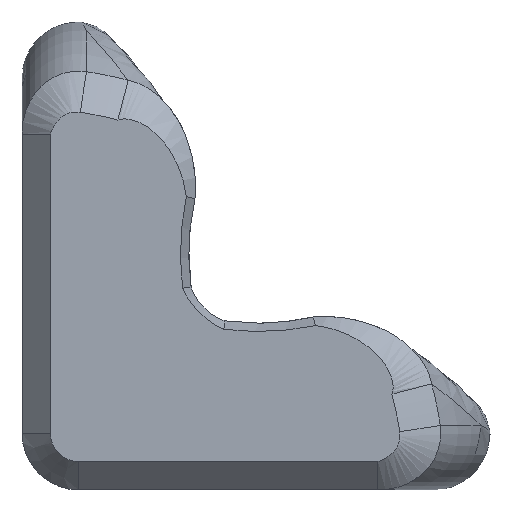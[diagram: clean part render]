
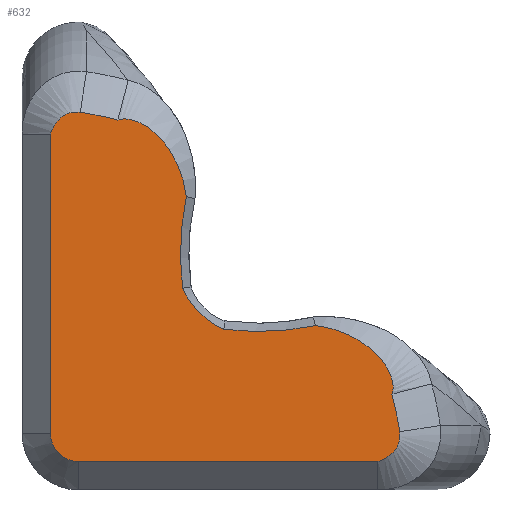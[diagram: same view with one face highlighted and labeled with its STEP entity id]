
A CAD part, left-side view. The second image highlights one B-rep face of the part: STEP entity #632.
In plain terms, the highlighted planar face has unit normal (-1, 0, 0).
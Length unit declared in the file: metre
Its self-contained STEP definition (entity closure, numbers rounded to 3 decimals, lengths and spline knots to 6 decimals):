
#45=LINE('',#990,#59);
#46=LINE('',#994,#60);
#59=VECTOR('',#771,1.);
#60=VECTOR('',#774,1.);
#72=PLANE('',#699);
#90=CIRCLE('',#700,0.016162);
#91=CIRCLE('',#701,0.0012);
#92=CIRCLE('',#702,0.016162);
#126=ORIENTED_EDGE('',*,*,#322,.T.);
#127=ORIENTED_EDGE('',*,*,#323,.T.);
#128=ORIENTED_EDGE('',*,*,#324,.T.);
#129=ORIENTED_EDGE('',*,*,#325,.T.);
#130=ORIENTED_EDGE('',*,*,#326,.T.);
#131=ORIENTED_EDGE('',*,*,#327,.T.);
#132=ORIENTED_EDGE('',*,*,#328,.T.);
#133=ORIENTED_EDGE('',*,*,#329,.T.);
#134=ORIENTED_EDGE('',*,*,#330,.T.);
#135=ORIENTED_EDGE('',*,*,#331,.T.);
#136=ORIENTED_EDGE('',*,*,#332,.T.);
#137=ORIENTED_EDGE('',*,*,#333,.T.);
#322=EDGE_CURVE('',#420,#421,#468,.T.);
#323=EDGE_CURVE('',#421,#422,#90,.F.);
#324=EDGE_CURVE('',#422,#423,#469,.T.);
#325=EDGE_CURVE('',#423,#424,#45,.T.);
#326=EDGE_CURVE('',#424,#425,#91,.F.);
#327=EDGE_CURVE('',#425,#426,#46,.T.);
#328=EDGE_CURVE('',#426,#427,#470,.T.);
#329=EDGE_CURVE('',#427,#428,#92,.F.);
#330=EDGE_CURVE('',#428,#429,#471,.T.);
#331=EDGE_CURVE('',#429,#430,#472,.T.);
#332=EDGE_CURVE('',#430,#431,#473,.T.);
#333=EDGE_CURVE('',#431,#420,#474,.T.);
#420=VERTEX_POINT('',#975);
#421=VERTEX_POINT('',#976);
#422=VERTEX_POINT('',#978);
#423=VERTEX_POINT('',#989);
#424=VERTEX_POINT('',#991);
#425=VERTEX_POINT('',#993);
#426=VERTEX_POINT('',#995);
#427=VERTEX_POINT('',#1003);
#428=VERTEX_POINT('',#1005);
#429=VERTEX_POINT('',#1019);
#430=VERTEX_POINT('',#1024);
#431=VERTEX_POINT('',#1029);
#468=B_SPLINE_CURVE_WITH_KNOTS('',3,(#962,#963,#964,#965,#966,#967,#968,
#969,#970,#971,#972,#973,#974),.UNSPECIFIED.,.F.,.F.,(4,1,1,1,1,1,1,1,1,
1,4),(0.,0.25,0.5,0.625,0.75,0.8125,0.84375,0.875,0.90625,0.9375,1.),
 .UNSPECIFIED.);
#469=B_SPLINE_CURVE_WITH_KNOTS('',3,(#979,#980,#981,#982,#983,#984,#985,
#986,#987,#988),.UNSPECIFIED.,.F.,.F.,(4,1,1,1,1,1,1,4),(0.,0.0625,0.125,
0.25,0.375,0.5,0.75,1.),.UNSPECIFIED.);
#470=B_SPLINE_CURVE_WITH_KNOTS('',3,(#996,#997,#998,#999,#1000,#1001,#1002),
 .UNSPECIFIED.,.F.,.F.,(4,1,1,1,4),(0.,0.25,0.5,0.75,1.),.UNSPECIFIED.);
#471=B_SPLINE_CURVE_WITH_KNOTS('',3,(#1006,#1007,#1008,#1009,#1010,#1011,
#1012,#1013,#1014,#1015,#1016,#1017,#1018),.UNSPECIFIED.,.F.,.F.,(4,1,1,
1,1,1,1,1,1,1,4),(0.,0.0625,0.09375,0.125,0.15625,0.1875,0.25,0.375,0.5,
0.75,1.),.UNSPECIFIED.);
#472=B_SPLINE_CURVE_WITH_KNOTS('',3,(#1020,#1021,#1022,#1023),
 .UNSPECIFIED.,.F.,.F.,(4,4),(0.,1.),.UNSPECIFIED.);
#473=B_SPLINE_CURVE_WITH_KNOTS('',3,(#1025,#1026,#1027,#1028),
 .UNSPECIFIED.,.F.,.F.,(4,4),(0.,1.),.UNSPECIFIED.);
#474=B_SPLINE_CURVE_WITH_KNOTS('',3,(#1030,#1031,#1032,#1033),
 .UNSPECIFIED.,.F.,.F.,(4,4),(0.,1.),.UNSPECIFIED.);
#522=EDGE_LOOP('',(#126,#127,#128,#129,#130,#131,#132,#133,#134,#135,#136,
#137));
#575=FACE_BOUND('',#522,.T.);
#632=ADVANCED_FACE('',(#575),#72,.F.);
#699=AXIS2_PLACEMENT_3D('',#961,#767,#768);
#700=AXIS2_PLACEMENT_3D('',#977,#769,#770);
#701=AXIS2_PLACEMENT_3D('',#992,#772,#773);
#702=AXIS2_PLACEMENT_3D('',#1004,#775,#776);
#767=DIRECTION('',(1.,0.,0.));
#768=DIRECTION('',(0.,1.,0.));
#769=DIRECTION('',(1.,0.,0.));
#770=DIRECTION('',(0.,0.,-1.));
#771=DIRECTION('',(0.,0.,-1.));
#772=DIRECTION('',(1.,0.,0.));
#773=DIRECTION('',(0.,0.,-1.));
#774=DIRECTION('',(0.,-1.,0.));
#775=DIRECTION('',(1.,0.,0.));
#776=DIRECTION('',(0.,0.,-1.));
#961=CARTESIAN_POINT('',(-0.01,-0.02,0.02));
#962=CARTESIAN_POINT('',(-0.01,-0.006949,0.012407));
#963=CARTESIAN_POINT('',(-0.01,-0.006907,0.012804));
#964=CARTESIAN_POINT('',(-0.01,-0.006697,0.013612));
#965=CARTESIAN_POINT('',(-0.01,-0.006192,0.014503));
#966=CARTESIAN_POINT('',(-0.01,-0.005651,0.015095));
#967=CARTESIAN_POINT('',(-0.01,-0.005307,0.01536));
#968=CARTESIAN_POINT('',(-0.01,-0.005011,0.015523));
#969=CARTESIAN_POINT('',(-0.01,-0.004838,0.015593));
#970=CARTESIAN_POINT('',(-0.01,-0.004737,0.015629));
#971=CARTESIAN_POINT('',(-0.01,-0.004524,0.015682));
#972=CARTESIAN_POINT('',(-0.01,-0.004302,0.015701));
#973=CARTESIAN_POINT('',(-0.01,-0.004147,0.015679));
#974=CARTESIAN_POINT('',(-0.01,-0.004055,0.015645));
#975=CARTESIAN_POINT('',(-0.01,-0.006949,0.012407));
#976=CARTESIAN_POINT('',(-0.01,-0.004055,0.015645));
#977=CARTESIAN_POINT('',(-0.01,0.,0.));
#978=CARTESIAN_POINT('',(-0.01,-0.002463,0.015973));
#979=CARTESIAN_POINT('',(-0.01,-0.002463,0.015973));
#980=CARTESIAN_POINT('',(-0.01,-0.002456,0.015973));
#981=CARTESIAN_POINT('',(-0.01,-0.002425,0.015973));
#982=CARTESIAN_POINT('',(-0.01,-0.002212,0.015976));
#983=CARTESIAN_POINT('',(-0.01,-0.002109,0.015969));
#984=CARTESIAN_POINT('',(-0.01,-0.001906,0.015912));
#985=CARTESIAN_POINT('',(-0.01,-0.001673,0.015777));
#986=CARTESIAN_POINT('',(-0.01,-0.001402,0.01551));
#987=CARTESIAN_POINT('',(-0.01,-0.001258,0.015219));
#988=CARTESIAN_POINT('',(-0.01,-0.0012,0.015052));
#989=CARTESIAN_POINT('',(-0.01,-0.0012,0.015052));
#990=CARTESIAN_POINT('',(-0.01,-0.0012,0.02));
#991=CARTESIAN_POINT('',(-0.01,-0.0012,0.0024));
#992=CARTESIAN_POINT('',(-0.01,-0.0024,0.0024));
#993=CARTESIAN_POINT('',(-0.01,-0.0024,0.0012));
#994=CARTESIAN_POINT('',(-0.01,-0.02,0.0012));
#995=CARTESIAN_POINT('',(-0.01,-0.015052,0.0012));
#996=CARTESIAN_POINT('',(-0.01,-0.015052,0.0012));
#997=CARTESIAN_POINT('',(-0.01,-0.015218,0.001258));
#998=CARTESIAN_POINT('',(-0.01,-0.015509,0.001403));
#999=CARTESIAN_POINT('',(-0.01,-0.01583,0.001722));
#1000=CARTESIAN_POINT('',(-0.01,-0.015992,0.002099));
#1001=CARTESIAN_POINT('',(-0.01,-0.015975,0.002334));
#1002=CARTESIAN_POINT('',(-0.01,-0.015973,0.002463));
#1003=CARTESIAN_POINT('',(-0.01,-0.015973,0.002463));
#1004=CARTESIAN_POINT('',(-0.01,0.,0.));
#1005=CARTESIAN_POINT('',(-0.01,-0.015645,0.004055));
#1006=CARTESIAN_POINT('',(-0.01,-0.015645,0.004055));
#1007=CARTESIAN_POINT('',(-0.01,-0.015679,0.004147));
#1008=CARTESIAN_POINT('',(-0.01,-0.015701,0.004304));
#1009=CARTESIAN_POINT('',(-0.01,-0.015681,0.004526));
#1010=CARTESIAN_POINT('',(-0.01,-0.015627,0.004743));
#1011=CARTESIAN_POINT('',(-0.01,-0.015592,0.004841));
#1012=CARTESIAN_POINT('',(-0.01,-0.015521,0.005014));
#1013=CARTESIAN_POINT('',(-0.01,-0.015358,0.005309));
#1014=CARTESIAN_POINT('',(-0.01,-0.015095,0.005651));
#1015=CARTESIAN_POINT('',(-0.01,-0.014502,0.006193));
#1016=CARTESIAN_POINT('',(-0.01,-0.013612,0.006697));
#1017=CARTESIAN_POINT('',(-0.01,-0.012804,0.006907));
#1018=CARTESIAN_POINT('',(-0.01,-0.012407,0.006949));
#1019=CARTESIAN_POINT('',(-0.01,-0.012407,0.006949));
#1020=CARTESIAN_POINT('',(-0.01,-0.012407,0.006949));
#1021=CARTESIAN_POINT('',(-0.01,-0.011111,0.006682));
#1022=CARTESIAN_POINT('',(-0.01,-0.00982,0.00663));
#1023=CARTESIAN_POINT('',(-0.01,-0.008534,0.006793));
#1024=CARTESIAN_POINT('',(-0.01,-0.008534,0.006793));
#1025=CARTESIAN_POINT('',(-0.01,-0.008534,0.006793));
#1026=CARTESIAN_POINT('',(-0.01,-0.007776,0.007113));
#1027=CARTESIAN_POINT('',(-0.01,-0.007113,0.007774));
#1028=CARTESIAN_POINT('',(-0.01,-0.006793,0.008534));
#1029=CARTESIAN_POINT('',(-0.01,-0.006793,0.008534));
#1030=CARTESIAN_POINT('',(-0.01,-0.006793,0.008534));
#1031=CARTESIAN_POINT('',(-0.01,-0.00663,0.00982));
#1032=CARTESIAN_POINT('',(-0.01,-0.006682,0.011111));
#1033=CARTESIAN_POINT('',(-0.01,-0.006949,0.012407));
